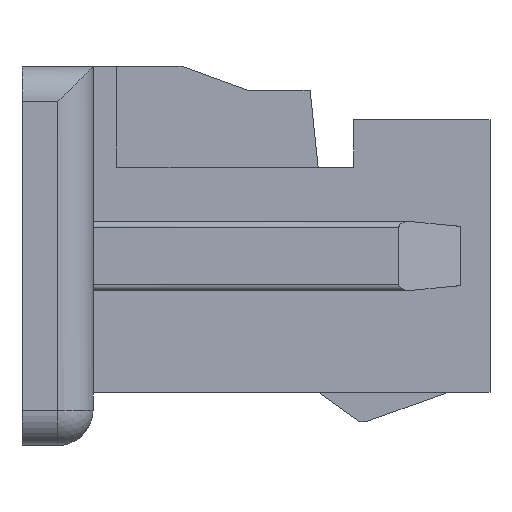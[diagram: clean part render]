
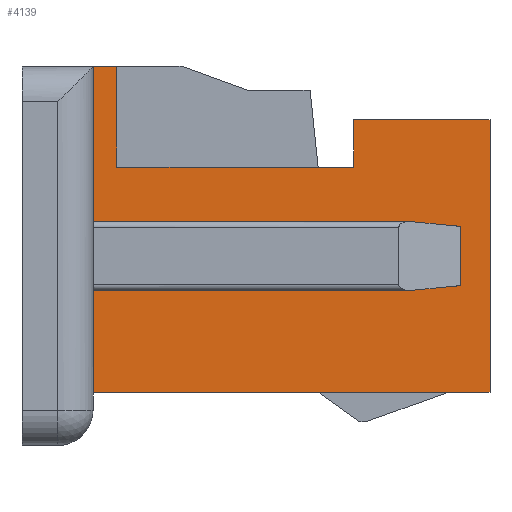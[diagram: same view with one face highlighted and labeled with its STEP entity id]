
A CAD part, left-side view. The second image highlights one B-rep face of the part: STEP entity #4139.
In plain terms, the highlighted planar face has unit normal (-1, 0, 0).
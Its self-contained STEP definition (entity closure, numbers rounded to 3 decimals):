
#798=DIRECTION('',(0.,-1.,0.));
#799=VECTOR('',#798,0.2);
#800=CARTESIAN_POINT('',(-2.1,1.375,1.6));
#801=LINE('',#800,#799);
#990=DIRECTION('',(0.,0.,1.));
#991=VECTOR('',#990,2.3);
#992=CARTESIAN_POINT('',(-2.1,-1.975,-1.15));
#993=LINE('',#992,#991);
#1110=DIRECTION('',(0.,0.,1.));
#1111=VECTOR('',#1110,0.9);
#1112=CARTESIAN_POINT('',(-2.1,1.375,-1.15));
#1113=LINE('',#1112,#1111);
#1114=DIRECTION('',(0.,0.,1.));
#1115=VECTOR('',#1114,0.5);
#1116=CARTESIAN_POINT('',(-2.1,-1.725,-0.25));
#1117=LINE('',#1116,#1115);
#1118=DIRECTION('',(0.,-1.,0.));
#1119=VECTOR('',#1118,3.1);
#1120=CARTESIAN_POINT('',(-2.1,1.375,0.25));
#1121=LINE('',#1120,#1119);
#1122=DIRECTION('',(0.,0.,1.));
#1123=VECTOR('',#1122,1.35);
#1124=CARTESIAN_POINT('',(-2.1,1.375,0.25));
#1125=LINE('',#1124,#1123);
#1126=DIRECTION('',(0.,0.,-1.));
#1127=VECTOR('',#1126,0.85);
#1128=CARTESIAN_POINT('',(-2.1,1.175,1.6));
#1129=LINE('',#1128,#1127);
#1130=DIRECTION('',(0.,1.,0.));
#1131=VECTOR('',#1130,2.);
#1132=CARTESIAN_POINT('',(-2.1,-0.825,0.75));
#1133=LINE('',#1132,#1131);
#1134=DIRECTION('',(0.,0.,-1.));
#1135=VECTOR('',#1134,0.4);
#1136=CARTESIAN_POINT('',(-2.1,-0.825,1.15));
#1137=LINE('',#1136,#1135);
#1138=DIRECTION('',(0.,1.,0.));
#1139=VECTOR('',#1138,1.15);
#1140=CARTESIAN_POINT('',(-2.1,-1.975,1.15));
#1141=LINE('',#1140,#1139);
#1142=DIRECTION('',(0.,-1.,0.));
#1143=VECTOR('',#1142,3.35);
#1144=CARTESIAN_POINT('',(-2.1,1.375,-1.15));
#1145=LINE('',#1144,#1143);
#1150=DIRECTION('',(0.,-1.,0.));
#1151=VECTOR('',#1150,3.1);
#1152=CARTESIAN_POINT('',(-2.1,1.375,-0.25));
#1153=LINE('',#1152,#1151);
#1883=CARTESIAN_POINT('',(-2.1,1.375,-1.15));
#1884=CARTESIAN_POINT('',(-2.1,-1.975,-1.15));
#1885=VERTEX_POINT('',#1883);
#1886=VERTEX_POINT('',#1884);
#1887=CARTESIAN_POINT('',(-2.1,-1.975,1.15));
#1888=CARTESIAN_POINT('',(-2.1,-0.825,1.15));
#1889=VERTEX_POINT('',#1887);
#1890=VERTEX_POINT('',#1888);
#1891=CARTESIAN_POINT('',(-2.1,-0.825,0.75));
#1892=VERTEX_POINT('',#1891);
#1893=CARTESIAN_POINT('',(-2.1,1.175,0.75));
#1894=VERTEX_POINT('',#1893);
#1895=CARTESIAN_POINT('',(-2.1,1.175,1.6));
#1896=VERTEX_POINT('',#1895);
#1911=CARTESIAN_POINT('',(-2.1,1.375,1.6));
#1912=VERTEX_POINT('',#1911);
#2411=CARTESIAN_POINT('',(-2.1,-1.725,-0.25));
#2412=CARTESIAN_POINT('',(-2.1,-1.725,0.25));
#2413=VERTEX_POINT('',#2411);
#2414=VERTEX_POINT('',#2412);
#2419=CARTESIAN_POINT('',(-2.1,1.375,0.25));
#2420=VERTEX_POINT('',#2419);
#2421=CARTESIAN_POINT('',(-2.1,1.375,-0.25));
#2422=VERTEX_POINT('',#2421);
#4113=CARTESIAN_POINT('',(-2.1,1.375,-1.6));
#4114=DIRECTION('',(-1.,0.,0.));
#4115=DIRECTION('',(0.,-1.,0.));
#4116=AXIS2_PLACEMENT_3D('',#4113,#4114,#4115);
#4117=PLANE('',#4116);
#4118=ORIENTED_EDGE('',*,*,#3746,.T.);
#4120=ORIENTED_EDGE('',*,*,#4119,.T.);
#4122=ORIENTED_EDGE('',*,*,#4121,.T.);
#4124=ORIENTED_EDGE('',*,*,#4123,.F.);
#4125=ORIENTED_EDGE('',*,*,#3734,.T.);
#4126=ORIENTED_EDGE('',*,*,#3703,.T.);
#4128=ORIENTED_EDGE('',*,*,#4127,.T.);
#4130=ORIENTED_EDGE('',*,*,#4129,.F.);
#4132=ORIENTED_EDGE('',*,*,#4131,.F.);
#4134=ORIENTED_EDGE('',*,*,#4133,.F.);
#4135=ORIENTED_EDGE('',*,*,#3973,.F.);
#4136=ORIENTED_EDGE('',*,*,#3884,.F.);
#4137=EDGE_LOOP('',(#4118,#4120,#4122,#4124,#4125,#4126,#4128,#4130,#4132,#4134,
#4135,#4136));
#4138=FACE_OUTER_BOUND('',#4137,.F.);
#4139=ADVANCED_FACE('',(#4138),#4117,.T.);
#3703=EDGE_CURVE('',#1912,#1896,#801,.T.);
#3734=EDGE_CURVE('',#2420,#1912,#1125,.T.);
#3746=EDGE_CURVE('',#1885,#2422,#1113,.T.);
#3884=EDGE_CURVE('',#1885,#1886,#1145,.T.);
#3973=EDGE_CURVE('',#1886,#1889,#993,.T.);
#4119=EDGE_CURVE('',#2422,#2413,#1153,.T.);
#4121=EDGE_CURVE('',#2413,#2414,#1117,.T.);
#4123=EDGE_CURVE('',#2420,#2414,#1121,.T.);
#4127=EDGE_CURVE('',#1896,#1894,#1129,.T.);
#4129=EDGE_CURVE('',#1892,#1894,#1133,.T.);
#4131=EDGE_CURVE('',#1890,#1892,#1137,.T.);
#4133=EDGE_CURVE('',#1889,#1890,#1141,.T.);
